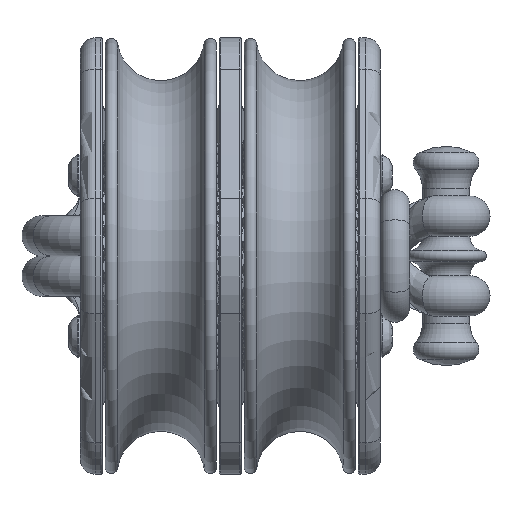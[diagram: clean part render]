
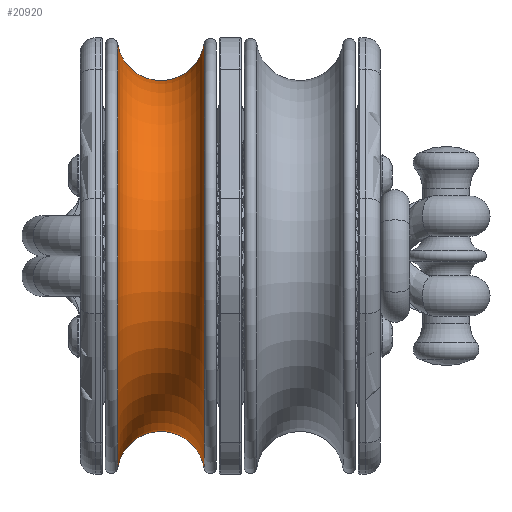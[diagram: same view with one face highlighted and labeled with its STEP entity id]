
A CAD part, front view. The second image highlights one B-rep face of the part: STEP entity #20920.
In plain terms, the highlighted toroidal (fillet/blend) face has major radius 30 mm and minor radius 6 mm.
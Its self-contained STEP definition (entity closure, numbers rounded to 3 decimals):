
#414=TOROIDAL_SURFACE('',#23432,30.,6.);
#1171=FACE_BOUND('',#4356,.T.);
#2885=FACE_OUTER_BOUND('',#4355,.T.);
#4355=EDGE_LOOP('',(#18741));
#4356=EDGE_LOOP('',(#18742));
#8006=CIRCLE('',#23431,29.041);
#8007=CIRCLE('',#23433,29.041);
#10016=VERTEX_POINT('',#38206);
#10017=VERTEX_POINT('',#38209);
#12971=EDGE_CURVE('',#10016,#10016,#8006,.T.);
#12972=EDGE_CURVE('',#10017,#10017,#8007,.T.);
#18741=ORIENTED_EDGE('',*,*,#12971,.T.);
#18742=ORIENTED_EDGE('',*,*,#12972,.F.);
#20920=ADVANCED_FACE('',(#2885,#1171),#414,.F.);
#23431=AXIS2_PLACEMENT_3D('',#38207,#29509,#29510);
#23432=AXIS2_PLACEMENT_3D('',#38208,#29511,#29512);
#23433=AXIS2_PLACEMENT_3D('',#38210,#29513,#29514);
#29509=DIRECTION('center_axis',(1.,0.,0.));
#29510=DIRECTION('ref_axis',(0.,0.202,-0.979));
#29511=DIRECTION('center_axis',(1.,0.,0.));
#29512=DIRECTION('ref_axis',(0.,-0.202,0.979));
#29513=DIRECTION('center_axis',(1.,0.,0.));
#29514=DIRECTION('ref_axis',(0.,0.202,-0.979));
#38206=CARTESIAN_POINT('',(-24.923,-28.442,-5.868));
#38207=CARTESIAN_POINT('Origin',(-24.923,0.,
0.));
#38208=CARTESIAN_POINT('Origin',(-19.,0.,0.));
#38209=CARTESIAN_POINT('',(-13.077,-28.442,-5.868));
#38210=CARTESIAN_POINT('Origin',(-13.077,0.,
0.));
